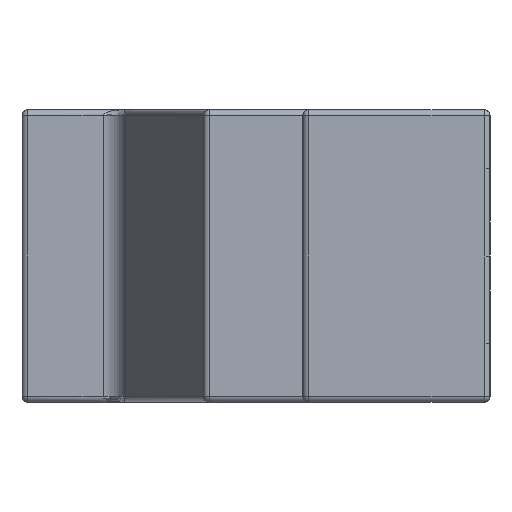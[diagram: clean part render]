
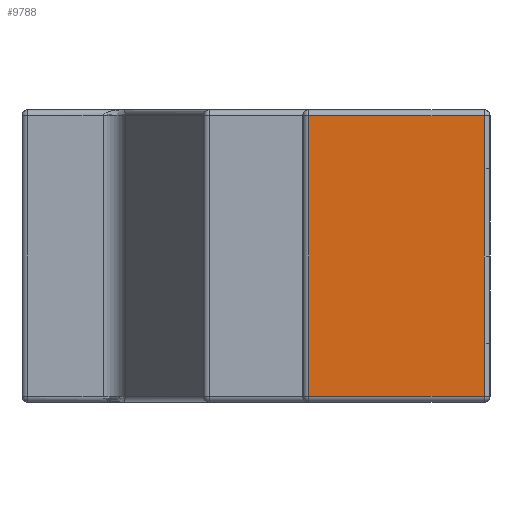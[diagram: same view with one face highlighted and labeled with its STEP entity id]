
A CAD part, left-side view. The second image highlights one B-rep face of the part: STEP entity #9788.
In plain terms, the highlighted planar face has unit normal (-1, 0, 0).
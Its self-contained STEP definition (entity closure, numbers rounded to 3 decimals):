
#316 = LINE ( 'NONE', #8452, #5726 ) ;
#492 = EDGE_CURVE ( 'NONE', #4424, #5017, #9688, .T. ) ;
#505 = PLANE ( 'NONE',  #8380 ) ;
#816 = VECTOR ( 'NONE', #8585, 1000. ) ;
#1320 = EDGE_CURVE ( 'NONE', #3770, #4424, #10215, .T. ) ;
#1489 = LINE ( 'NONE', #6185, #10150 ) ;
#2152 = CARTESIAN_POINT ( 'NONE',  ( -100., -19.5, 24.5 ) ) ;
#2546 = EDGE_CURVE ( 'NONE', #5017, #8267, #1489, .T. ) ;
#2697 = ORIENTED_EDGE ( 'NONE', *, *, #492, .T. ) ;
#2852 = CARTESIAN_POINT ( 'NONE',  ( -100., -4., 24.5 ) ) ;
#3014 = FACE_OUTER_BOUND ( 'NONE', #3415, .T. ) ;
#3415 = EDGE_LOOP ( 'NONE', ( #3662, #5920, #5711, #2697 ) ) ;
#3662 = ORIENTED_EDGE ( 'NONE', *, *, #2546, .T. ) ;
#3770 = VERTEX_POINT ( 'NONE', #2152 ) ;
#3893 = EDGE_CURVE ( 'NONE', #8267, #3770, #316, .T. ) ;
#4424 = VERTEX_POINT ( 'NONE', #6172 ) ;
#5017 = VERTEX_POINT ( 'NONE', #9453 ) ;
#5313 = CARTESIAN_POINT ( 'NONE',  ( -100., 0., 25. ) ) ;
#5422 = DIRECTION ( 'NONE',  ( 1., 0., 0. ) ) ;
#5711 = ORIENTED_EDGE ( 'NONE', *, *, #1320, .T. ) ;
#5726 = VECTOR ( 'NONE', #9970, 1000. ) ;
#5920 = ORIENTED_EDGE ( 'NONE', *, *, #3893, .T. ) ;
#6172 = CARTESIAN_POINT ( 'NONE',  ( -100., -4.5, 24.5 ) ) ;
#6185 = CARTESIAN_POINT ( 'NONE',  ( -100., 0., 0.5 ) ) ;
#7655 = DIRECTION ( 'NONE',  ( 0., 0., -1. ) ) ;
#7799 = CARTESIAN_POINT ( 'NONE',  ( -100., -19.5, 0.5 ) ) ;
#8267 = VERTEX_POINT ( 'NONE', #7799 ) ;
#8380 = AXIS2_PLACEMENT_3D ( 'NONE', #5313, #5422, #7655 ) ;
#8452 = CARTESIAN_POINT ( 'NONE',  ( -100., -19.5, 25. ) ) ;
#8585 = DIRECTION ( 'NONE',  ( 0., 1., 0. ) ) ;
#8743 = CARTESIAN_POINT ( 'NONE',  ( -100., -4.5, 25. ) ) ;
#9137 = VECTOR ( 'NONE', #9636, 1000. ) ;
#9426 = DIRECTION ( 'NONE',  ( 0., -1., 0. ) ) ;
#9453 = CARTESIAN_POINT ( 'NONE',  ( -100., -4.5, 0.5 ) ) ;
#9636 = DIRECTION ( 'NONE',  ( 0., 0., -1. ) ) ;
#9688 = LINE ( 'NONE', #8743, #9137 ) ;
#9788 = ADVANCED_FACE ( 'NONE', ( #3014 ), #505, .F. ) ;
#9970 = DIRECTION ( 'NONE',  ( 0., 0., 1. ) ) ;
#10150 = VECTOR ( 'NONE', #9426, 1000. ) ;
#10215 = LINE ( 'NONE', #2852, #816 ) ;
